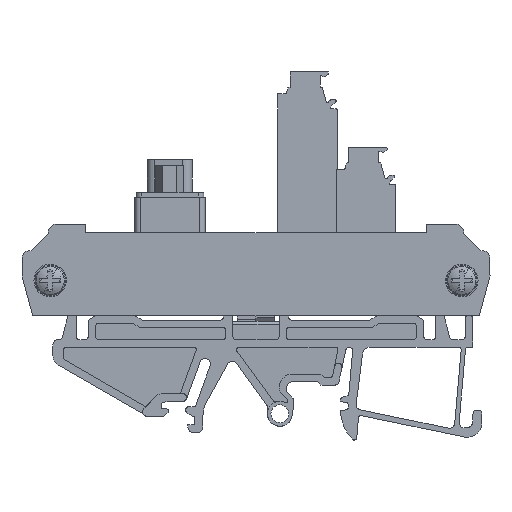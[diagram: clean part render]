
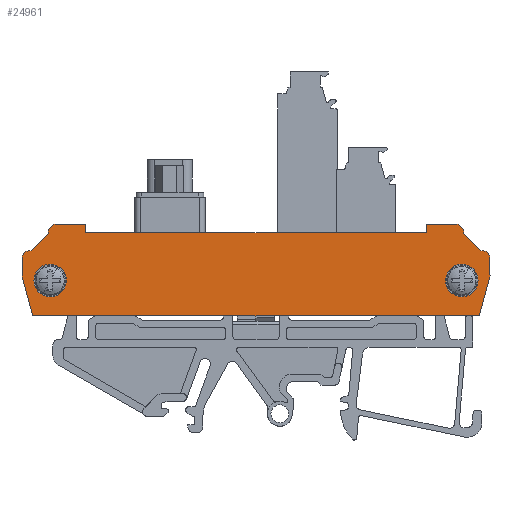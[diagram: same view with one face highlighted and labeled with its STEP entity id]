
A CAD part, left-side view. The second image highlights one B-rep face of the part: STEP entity #24961.
In plain terms, the highlighted planar face has unit normal (-1, 0, 0).
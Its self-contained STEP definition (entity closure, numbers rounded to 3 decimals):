
#24709=AXIS2_PLACEMENT_3D('Circle Axis2P3D',#24707,#24708,$) ;
#24735=AXIS2_PLACEMENT_3D('Circle Axis2P3D',#24733,#24734,$) ;
#24791=AXIS2_PLACEMENT_3D('Plane Axis2P3D',#24788,#24789,#24790) ;
#24804=AXIS2_PLACEMENT_3D('Circle Axis2P3D',#24802,#24803,$) ;
#24846=AXIS2_PLACEMENT_3D('Circle Axis2P3D',#24844,#24845,$) ;
#24867=AXIS2_PLACEMENT_3D('Circle Axis2P3D',#24865,#24866,$) ;
#24909=AXIS2_PLACEMENT_3D('Circle Axis2P3D',#24907,#24908,$) ;
#24945=AXIS2_PLACEMENT_3D('Circle Axis2P3D',#24943,#24944,$) ;
#24954=AXIS2_PLACEMENT_3D('Circle Axis2P3D',#24952,#24953,$) ;
#24707=CARTESIAN_POINT('Axis2P3D Location',(0.,81.2,29.452)) ;
#24711=CARTESIAN_POINT('Vertex',(0.,83.833,30.89)) ;
#24713=CARTESIAN_POINT('Vertex',(0.,78.567,28.014)) ;
#24733=CARTESIAN_POINT('Axis2P3D Location',(0.,81.2,29.452)) ;
#24788=CARTESIAN_POINT('Axis2P3D Location',(0.,0.,20.052)) ;
#24793=CARTESIAN_POINT('Line Origine',(0.,83.103,36.549)) ;
#24797=CARTESIAN_POINT('Vertex',(0.,84.677,34.975)) ;
#24799=CARTESIAN_POINT('Vertex',(0.,81.53,38.122)) ;
#24802=CARTESIAN_POINT('Axis2P3D Location',(0.,84.9,33.492)) ;
#24806=CARTESIAN_POINT('Vertex',(0.,86.4,33.492)) ;
#24809=CARTESIAN_POINT('Line Origine',(0.,86.4,31.888)) ;
#24813=CARTESIAN_POINT('Vertex',(0.,86.4,30.284)) ;
#24816=CARTESIAN_POINT('Line Origine',(0.,85.418,26.618)) ;
#24820=CARTESIAN_POINT('Vertex',(0.,84.435,22.952)) ;
#24823=CARTESIAN_POINT('Line Origine',(0.,43.2,22.952)) ;
#24827=CARTESIAN_POINT('Vertex',(0.,1.965,22.952)) ;
#24830=CARTESIAN_POINT('Line Origine',(0.,0.982,26.618)) ;
#24834=CARTESIAN_POINT('Vertex',(0.,0.,30.284)) ;
#24837=CARTESIAN_POINT('Line Origine',(0.,0.,31.888)) ;
#24841=CARTESIAN_POINT('Vertex',(0.,0.,33.492)) ;
#24844=CARTESIAN_POINT('Axis2P3D Location',(0.,1.5,33.492)) ;
#24848=CARTESIAN_POINT('Vertex',(0.,1.723,34.975)) ;
#24851=CARTESIAN_POINT('Line Origine',(0.,3.297,36.549)) ;
#24855=CARTESIAN_POINT('Vertex',(0.,4.87,38.122)) ;
#24858=CARTESIAN_POINT('Line Origine',(0.,4.87,38.237)) ;
#24862=CARTESIAN_POINT('Vertex',(0.,4.87,38.352)) ;
#24865=CARTESIAN_POINT('Axis2P3D Location',(0.,6.37,38.352)) ;
#24869=CARTESIAN_POINT('Vertex',(0.,6.37,39.852)) ;
#24872=CARTESIAN_POINT('Line Origine',(0.,9.085,39.852)) ;
#24876=CARTESIAN_POINT('Vertex',(0.,11.8,39.852)) ;
#24879=CARTESIAN_POINT('Line Origine',(0.,11.8,39.052)) ;
#24883=CARTESIAN_POINT('Vertex',(0.,11.8,38.252)) ;
#24886=CARTESIAN_POINT('Line Origine',(0.,43.2,38.252)) ;
#24890=CARTESIAN_POINT('Vertex',(0.,74.6,38.252)) ;
#24893=CARTESIAN_POINT('Line Origine',(0.,74.6,39.052)) ;
#24897=CARTESIAN_POINT('Vertex',(0.,74.6,39.852)) ;
#24900=CARTESIAN_POINT('Line Origine',(0.,77.315,39.852)) ;
#24904=CARTESIAN_POINT('Vertex',(0.,80.03,39.852)) ;
#24907=CARTESIAN_POINT('Axis2P3D Location',(0.,80.03,38.352)) ;
#24911=CARTESIAN_POINT('Vertex',(0.,81.53,38.352)) ;
#24914=CARTESIAN_POINT('Line Origine',(0.,81.53,38.237)) ;
#24943=CARTESIAN_POINT('Axis2P3D Location',(0.,5.2,29.452)) ;
#24947=CARTESIAN_POINT('Vertex',(0.,2.567,28.014)) ;
#24949=CARTESIAN_POINT('Vertex',(0.,7.833,30.89)) ;
#24952=CARTESIAN_POINT('Axis2P3D Location',(0.,5.2,29.452)) ;
#24708=DIRECTION('Axis2P3D Direction',(1.,0.,0.)) ;
#24734=DIRECTION('Axis2P3D Direction',(1.,0.,0.)) ;
#24789=DIRECTION('Axis2P3D Direction',(1.,0.,0.)) ;
#24790=DIRECTION('Axis2P3D XDirection',(0.,1.,0.)) ;
#24794=DIRECTION('Vector Direction',(0.,-0.707,0.707)) ;
#24803=DIRECTION('Axis2P3D Direction',(1.,0.,0.)) ;
#24810=DIRECTION('Vector Direction',(0.,0.,1.)) ;
#24817=DIRECTION('Vector Direction',(0.,0.259,0.966)) ;
#24824=DIRECTION('Vector Direction',(0.,1.,0.)) ;
#24831=DIRECTION('Vector Direction',(0.,0.259,-0.966)) ;
#24838=DIRECTION('Vector Direction',(0.,0.,-1.)) ;
#24845=DIRECTION('Axis2P3D Direction',(1.,0.,0.)) ;
#24852=DIRECTION('Vector Direction',(0.,-0.707,-0.707)) ;
#24859=DIRECTION('Vector Direction',(0.,0.,-1.)) ;
#24866=DIRECTION('Axis2P3D Direction',(1.,0.,0.)) ;
#24873=DIRECTION('Vector Direction',(0.,-1.,0.)) ;
#24880=DIRECTION('Vector Direction',(0.,0.,1.)) ;
#24887=DIRECTION('Vector Direction',(0.,-1.,0.)) ;
#24894=DIRECTION('Vector Direction',(0.,0.,-1.)) ;
#24901=DIRECTION('Vector Direction',(0.,-1.,0.)) ;
#24908=DIRECTION('Axis2P3D Direction',(1.,0.,0.)) ;
#24915=DIRECTION('Vector Direction',(0.,0.,1.)) ;
#24944=DIRECTION('Axis2P3D Direction',(1.,0.,0.)) ;
#24953=DIRECTION('Axis2P3D Direction',(1.,0.,0.)) ;
#24795=VECTOR('Line Direction',#24794,1.) ;
#24811=VECTOR('Line Direction',#24810,1.) ;
#24818=VECTOR('Line Direction',#24817,1.) ;
#24825=VECTOR('Line Direction',#24824,1.) ;
#24832=VECTOR('Line Direction',#24831,1.) ;
#24839=VECTOR('Line Direction',#24838,1.) ;
#24853=VECTOR('Line Direction',#24852,1.) ;
#24860=VECTOR('Line Direction',#24859,1.) ;
#24874=VECTOR('Line Direction',#24873,1.) ;
#24881=VECTOR('Line Direction',#24880,1.) ;
#24888=VECTOR('Line Direction',#24887,1.) ;
#24895=VECTOR('Line Direction',#24894,1.) ;
#24902=VECTOR('Line Direction',#24901,1.) ;
#24916=VECTOR('Line Direction',#24915,1.) ;
#24920=ORIENTED_EDGE('',*,*,#24801,.F.) ;
#24921=ORIENTED_EDGE('',*,*,#24808,.F.) ;
#24922=ORIENTED_EDGE('',*,*,#24815,.F.) ;
#24923=ORIENTED_EDGE('',*,*,#24822,.F.) ;
#24924=ORIENTED_EDGE('',*,*,#24829,.F.) ;
#24925=ORIENTED_EDGE('',*,*,#24836,.F.) ;
#24926=ORIENTED_EDGE('',*,*,#24843,.F.) ;
#24927=ORIENTED_EDGE('',*,*,#24850,.F.) ;
#24928=ORIENTED_EDGE('',*,*,#24857,.F.) ;
#24929=ORIENTED_EDGE('',*,*,#24864,.F.) ;
#24930=ORIENTED_EDGE('',*,*,#24871,.F.) ;
#24931=ORIENTED_EDGE('',*,*,#24878,.F.) ;
#24932=ORIENTED_EDGE('',*,*,#24885,.F.) ;
#24933=ORIENTED_EDGE('',*,*,#24892,.F.) ;
#24934=ORIENTED_EDGE('',*,*,#24899,.F.) ;
#24935=ORIENTED_EDGE('',*,*,#24906,.F.) ;
#24936=ORIENTED_EDGE('',*,*,#24913,.F.) ;
#24937=ORIENTED_EDGE('',*,*,#24918,.F.) ;
#24940=ORIENTED_EDGE('',*,*,#24715,.T.) ;
#24941=ORIENTED_EDGE('',*,*,#24737,.T.) ;
#24958=ORIENTED_EDGE('',*,*,#24951,.T.) ;
#24959=ORIENTED_EDGE('',*,*,#24956,.T.) ;
#24942=FACE_BOUND('',#24939,.T.) ;
#24960=FACE_BOUND('',#24957,.T.) ;
#24961=ADVANCED_FACE('_RF 180 OR 1324460000',(#24938,#24942,#24960),#24792,.F.) ;
#24710=CIRCLE('generated circle',#24709,3.) ;
#24736=CIRCLE('generated circle',#24735,3.) ;
#24805=CIRCLE('generated circle',#24804,1.5) ;
#24847=CIRCLE('generated circle',#24846,1.5) ;
#24868=CIRCLE('generated circle',#24867,1.5) ;
#24910=CIRCLE('generated circle',#24909,1.5) ;
#24946=CIRCLE('generated circle',#24945,3.) ;
#24955=CIRCLE('generated circle',#24954,3.) ;
#24715=EDGE_CURVE('',#24712,#24714,#24710,.T.) ;
#24737=EDGE_CURVE('',#24714,#24712,#24736,.T.) ;
#24801=EDGE_CURVE('',#24798,#24800,#24796,.T.) ;
#24808=EDGE_CURVE('',#24807,#24798,#24805,.T.) ;
#24815=EDGE_CURVE('',#24814,#24807,#24812,.T.) ;
#24822=EDGE_CURVE('',#24821,#24814,#24819,.T.) ;
#24829=EDGE_CURVE('',#24828,#24821,#24826,.T.) ;
#24836=EDGE_CURVE('',#24835,#24828,#24833,.T.) ;
#24843=EDGE_CURVE('',#24842,#24835,#24840,.T.) ;
#24850=EDGE_CURVE('',#24849,#24842,#24847,.T.) ;
#24857=EDGE_CURVE('',#24856,#24849,#24854,.T.) ;
#24864=EDGE_CURVE('',#24863,#24856,#24861,.T.) ;
#24871=EDGE_CURVE('',#24870,#24863,#24868,.T.) ;
#24878=EDGE_CURVE('',#24877,#24870,#24875,.T.) ;
#24885=EDGE_CURVE('',#24884,#24877,#24882,.T.) ;
#24892=EDGE_CURVE('',#24891,#24884,#24889,.T.) ;
#24899=EDGE_CURVE('',#24898,#24891,#24896,.T.) ;
#24906=EDGE_CURVE('',#24905,#24898,#24903,.T.) ;
#24913=EDGE_CURVE('',#24912,#24905,#24910,.T.) ;
#24918=EDGE_CURVE('',#24800,#24912,#24917,.T.) ;
#24951=EDGE_CURVE('',#24948,#24950,#24946,.T.) ;
#24956=EDGE_CURVE('',#24950,#24948,#24955,.T.) ;
#24919=EDGE_LOOP('',(#24920,#24921,#24922,#24923,#24924,#24925,#24926,#24927,#24928,#24929,#24930,#24931,#24932,#24933,#24934,#24935,#24936,#24937)) ;
#24939=EDGE_LOOP('',(#24940,#24941)) ;
#24957=EDGE_LOOP('',(#24958,#24959)) ;
#24938=FACE_OUTER_BOUND('',#24919,.T.) ;
#24796=LINE('Line',#24793,#24795) ;
#24812=LINE('Line',#24809,#24811) ;
#24819=LINE('Line',#24816,#24818) ;
#24826=LINE('Line',#24823,#24825) ;
#24833=LINE('Line',#24830,#24832) ;
#24840=LINE('Line',#24837,#24839) ;
#24854=LINE('Line',#24851,#24853) ;
#24861=LINE('Line',#24858,#24860) ;
#24875=LINE('Line',#24872,#24874) ;
#24882=LINE('Line',#24879,#24881) ;
#24889=LINE('Line',#24886,#24888) ;
#24896=LINE('Line',#24893,#24895) ;
#24903=LINE('Line',#24900,#24902) ;
#24917=LINE('Line',#24914,#24916) ;
#24792=PLANE('',#24791) ;
#24712=VERTEX_POINT('',#24711) ;
#24714=VERTEX_POINT('',#24713) ;
#24798=VERTEX_POINT('',#24797) ;
#24800=VERTEX_POINT('',#24799) ;
#24807=VERTEX_POINT('',#24806) ;
#24814=VERTEX_POINT('',#24813) ;
#24821=VERTEX_POINT('',#24820) ;
#24828=VERTEX_POINT('',#24827) ;
#24835=VERTEX_POINT('',#24834) ;
#24842=VERTEX_POINT('',#24841) ;
#24849=VERTEX_POINT('',#24848) ;
#24856=VERTEX_POINT('',#24855) ;
#24863=VERTEX_POINT('',#24862) ;
#24870=VERTEX_POINT('',#24869) ;
#24877=VERTEX_POINT('',#24876) ;
#24884=VERTEX_POINT('',#24883) ;
#24891=VERTEX_POINT('',#24890) ;
#24898=VERTEX_POINT('',#24897) ;
#24905=VERTEX_POINT('',#24904) ;
#24912=VERTEX_POINT('',#24911) ;
#24948=VERTEX_POINT('',#24947) ;
#24950=VERTEX_POINT('',#24949) ;
